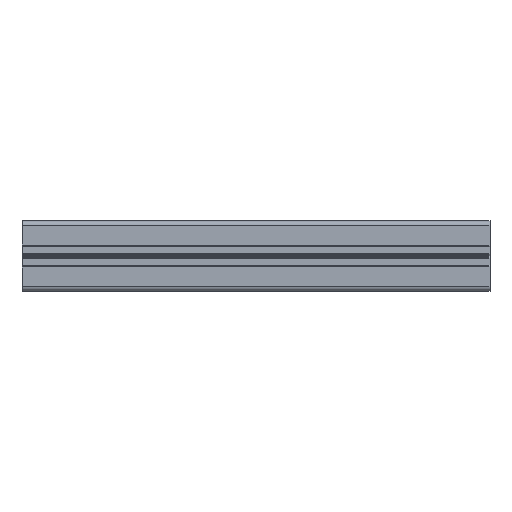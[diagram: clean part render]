
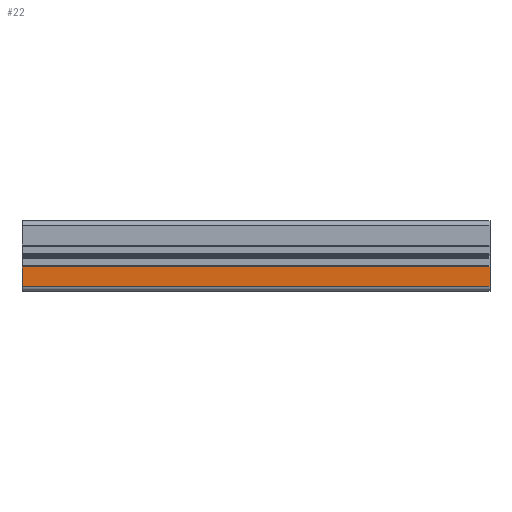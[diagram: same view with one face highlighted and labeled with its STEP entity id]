
A CAD part, left-side view. The second image highlights one B-rep face of the part: STEP entity #22.
In plain terms, the highlighted planar face has unit normal (-1, 0, 0).
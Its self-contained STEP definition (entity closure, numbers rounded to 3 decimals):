
#22 = ADVANCED_FACE ( 'NONE', ( #5374 ), #1737, .T. ) ;
#31 = EDGE_LOOP ( 'NONE', ( #5838, #5821, #5064, #3462 ) ) ;
#61 = VECTOR ( 'NONE', #1177, 1000. ) ;
#198 = DIRECTION ( 'NONE',  ( 0., 0., 1. ) ) ;
#265 = LINE ( 'NONE', #4910, #61 ) ;
#353 = EDGE_CURVE ( 'NONE', #2949, #4726, #2988, .T. ) ;
#373 = CARTESIAN_POINT ( 'NONE',  ( -15., 0., -4.7 ) ) ;
#432 = LINE ( 'NONE', #5763, #4196 ) ;
#752 = CARTESIAN_POINT ( 'NONE',  ( -15., 200., -4.7 ) ) ;
#1177 = DIRECTION ( 'NONE',  ( 0., 1., 0. ) ) ;
#1273 = DIRECTION ( 'NONE',  ( -1., 0., 0. ) ) ;
#1573 = EDGE_CURVE ( 'NONE', #2949, #2272, #265, .T. ) ;
#1737 = PLANE ( 'NONE',  #4800 ) ;
#2091 = VERTEX_POINT ( 'NONE', #752 ) ;
#2147 = CARTESIAN_POINT ( 'NONE',  ( -15., 0., -4.7 ) ) ;
#2272 = VERTEX_POINT ( 'NONE', #3711 ) ;
#2303 = CARTESIAN_POINT ( 'NONE',  ( -15., 0., -13. ) ) ;
#2390 = VECTOR ( 'NONE', #5432, 1000. ) ;
#2949 = VERTEX_POINT ( 'NONE', #2303 ) ;
#2988 = LINE ( 'NONE', #3266, #5445 ) ;
#3266 = CARTESIAN_POINT ( 'NONE',  ( -15., 0., -13. ) ) ;
#3396 = EDGE_CURVE ( 'NONE', #4726, #2091, #5283, .T. ) ;
#3462 = ORIENTED_EDGE ( 'NONE', *, *, #1573, .F. ) ;
#3711 = CARTESIAN_POINT ( 'NONE',  ( -15., 200., -13. ) ) ;
#4196 = VECTOR ( 'NONE', #198, 1000. ) ;
#4497 = EDGE_CURVE ( 'NONE', #2272, #2091, #432, .T. ) ;
#4501 = DIRECTION ( 'NONE',  ( 0., 0., 1. ) ) ;
#4654 = DIRECTION ( 'NONE',  ( 0., 0., 1. ) ) ;
#4726 = VERTEX_POINT ( 'NONE', #373 ) ;
#4800 = AXIS2_PLACEMENT_3D ( 'NONE', #4977, #1273, #4501 ) ;
#4910 = CARTESIAN_POINT ( 'NONE',  ( -15., 0., -13. ) ) ;
#4977 = CARTESIAN_POINT ( 'NONE',  ( -15., 0., -13. ) ) ;
#5064 = ORIENTED_EDGE ( 'NONE', *, *, #4497, .F. ) ;
#5283 = LINE ( 'NONE', #2147, #2390 ) ;
#5374 = FACE_OUTER_BOUND ( 'NONE', #31, .T. ) ;
#5432 = DIRECTION ( 'NONE',  ( 0., 1., 0. ) ) ;
#5445 = VECTOR ( 'NONE', #4654, 1000. ) ;
#5763 = CARTESIAN_POINT ( 'NONE',  ( -15., 200., 0. ) ) ;
#5821 = ORIENTED_EDGE ( 'NONE', *, *, #3396, .T. ) ;
#5838 = ORIENTED_EDGE ( 'NONE', *, *, #353, .T. ) ;
